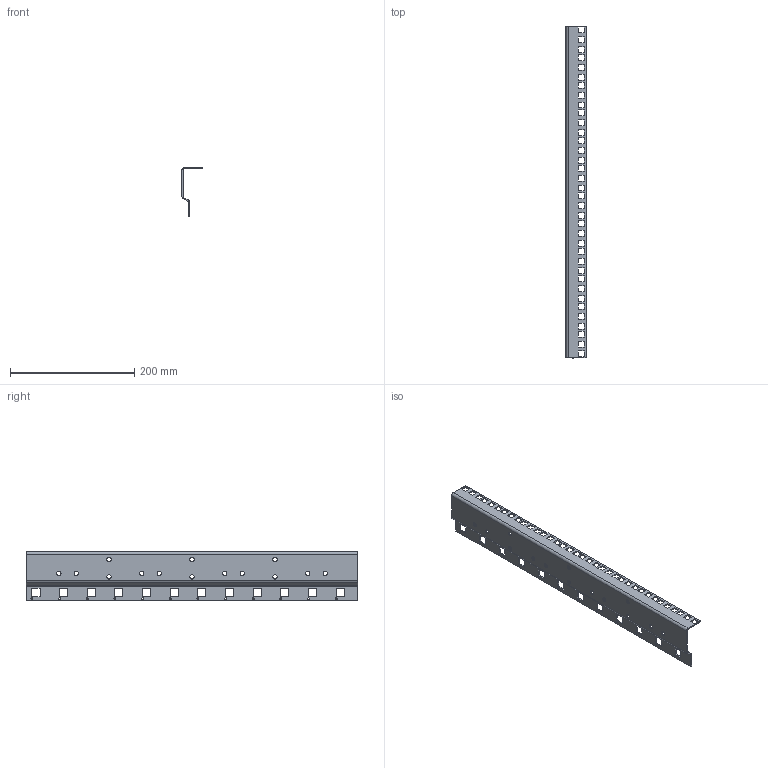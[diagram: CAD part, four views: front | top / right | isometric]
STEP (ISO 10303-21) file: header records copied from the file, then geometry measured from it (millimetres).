
FILE_DESCRIPTION (( 'STEP AP214' ), '1' );
FILE_NAME ('DOPROS12_profil_server_12HE.STEP', '2020-03-31T12:39:59', ( '' ), ( '' ), 'SwSTEP 2.0', 'SolidWorks 2018', '' );
FILE_SCHEMA (( 'AUTOMOTIVE_DESIGN' ));
Length unit declared in the file: millimetre
Products named in the file (1): DOPROS12_profil_server_12HE
Bounding box: 32.3 x 533.4 x 78.57 mm (x, y, z)
Volume: 108442.5 mm3; surface area: 115852.9 mm2
Topology: 1 solids, 1 shells, 248 faces, 714 edges, 468 vertices
Faces by surface type: plane 216, cylinder 32
Full cylindrical faces by diameter (mm): 3 x12, 7 x14
Entity records: 8190 total; most frequent: CARTESIAN_POINT 1405, ORIENTED_EDGE 1376, DIRECTION 1250, EDGE_CURVE 688, LINE 624, VECTOR 624, VERTEX_POINT 468, EDGE_LOOP 422
